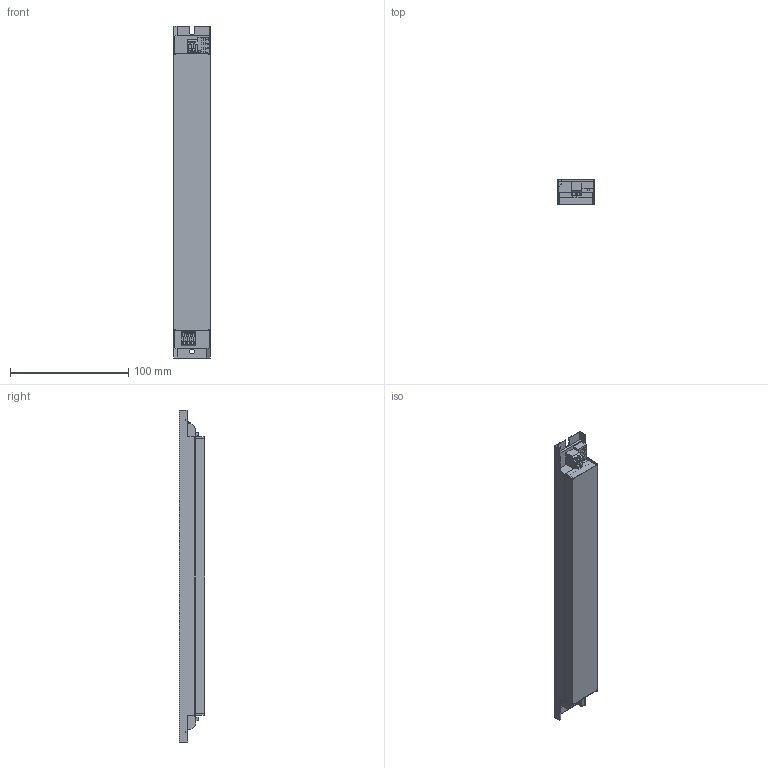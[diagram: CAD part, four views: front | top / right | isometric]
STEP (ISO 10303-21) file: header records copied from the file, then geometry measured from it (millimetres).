
FILE_DESCRIPTION (( 'STEP AP214' ), '1' );
FILE_NAME ('DR DS_P_40-90_L_NSV.STEP', '2024-04-25T12:43:13', ( '' ), ( '' ), 'SwSTEP 2.0', 'SolidWorks 2022', '' );
FILE_SCHEMA (( 'AUTOMOTIVE_DESIGN' ));
Length unit declared in the file: millimetre
Products named in the file (1): DR DS_P_40-90_L_NSV
Bounding box: 31 x 21.5 x 281 mm (x, y, z)
Volume: 119925.6 mm3; surface area: 87843.4 mm2
Topology: 6 solids, 6 shells, 387 faces, 1039 edges, 682 vertices
Faces by surface type: plane 323, bspline 38, cylinder 26
Entity records: 18866 total; most frequent: CARTESIAN_POINT 5099, ORIENTED_EDGE 2078, DIRECTION 1696, EDGE_CURVE 1039, LINE 894, VECTOR 894, VERTEX_POINT 682, EDGE_LOOP 407
